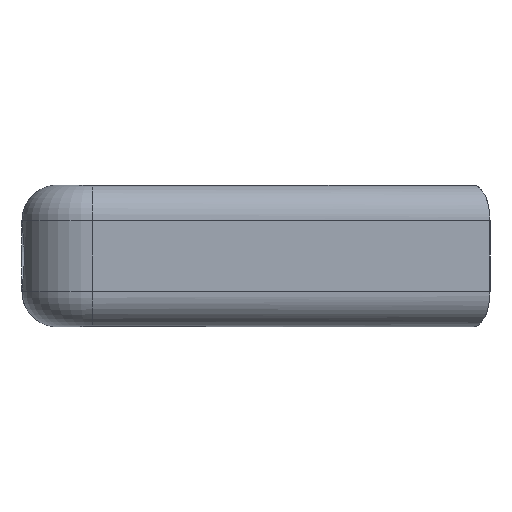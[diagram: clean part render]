
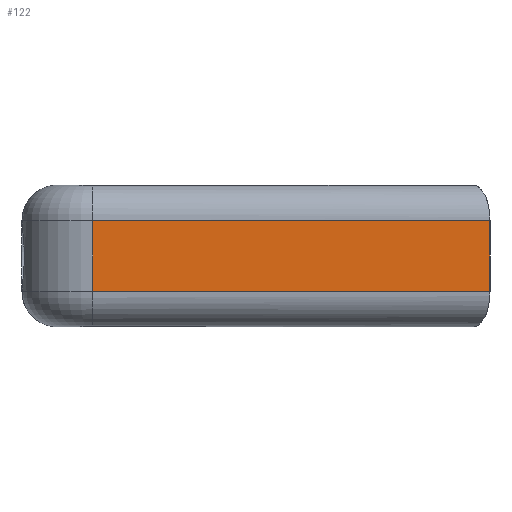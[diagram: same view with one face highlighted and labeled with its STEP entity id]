
A CAD part, left-side view. The second image highlights one B-rep face of the part: STEP entity #122.
In plain terms, the highlighted planar face has unit normal (-1, 0, 0).
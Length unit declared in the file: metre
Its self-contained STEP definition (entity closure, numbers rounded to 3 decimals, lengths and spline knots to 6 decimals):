
#122 = ADVANCED_FACE( '', ( #254 ), #255, .T. );
#254 = FACE_OUTER_BOUND( '', #389, .T. );
#255 = PLANE( '', #390 );
#389 = EDGE_LOOP( '', ( #680, #681, #682, #683 ) );
#390 = AXIS2_PLACEMENT_3D( '', #684, #685, #686 );
#680 = ORIENTED_EDGE( '', *, *, #799, .T. );
#681 = ORIENTED_EDGE( '', *, *, #807, .T. );
#682 = ORIENTED_EDGE( '', *, *, #783, .F. );
#683 = ORIENTED_EDGE( '', *, *, #843, .T. );
#684 = CARTESIAN_POINT( '', ( -0.0445, 0.007645, 0.01 ) );
#685 = DIRECTION( '', ( -1., 0., 0. ) );
#686 = DIRECTION( '', ( 0., 0., 1. ) );
#783 = EDGE_CURVE( '', #924, #925, #926, .T. );
#799 = EDGE_CURVE( '', #954, #918, #955, .T. );
#807 = EDGE_CURVE( '', #918, #925, #966, .F. );
#843 = EDGE_CURVE( '', #924, #954, #1019, .T. );
#918 = VERTEX_POINT( '', #1116 );
#924 = VERTEX_POINT( '', #1125 );
#925 = VERTEX_POINT( '', #1126 );
#926 = LINE( '', #1127, #1128 );
#954 = VERTEX_POINT( '', #1291 );
#955 = LINE( '', #1292, #1293 );
#966 = LINE( '', #1308, #1309 );
#1019 = LINE( '', #1430, #1431 );
#1116 = CARTESIAN_POINT( '', ( -0.0445, 0.013632, 0.0025 ) );
#1125 = CARTESIAN_POINT( '', ( -0.0445, -0.014368, 0.0075 ) );
#1126 = CARTESIAN_POINT( '', ( -0.0445, -0.014368, 0.0025 ) );
#1127 = CARTESIAN_POINT( '', ( -0.0445, -0.014368, 0.01 ) );
#1128 = VECTOR( '', #1686, 1. );
#1291 = CARTESIAN_POINT( '', ( -0.0445, 0.013632, 0.0075 ) );
#1292 = CARTESIAN_POINT( '', ( -0.0445, 0.013632, 0.01 ) );
#1293 = VECTOR( '', #1706, 1. );
#1308 = CARTESIAN_POINT( '', ( -0.0445, -0.014368, 0.0025 ) );
#1309 = VECTOR( '', #1714, 1. );
#1430 = CARTESIAN_POINT( '', ( -0.0445, 0.007645, 0.0075 ) );
#1431 = VECTOR( '', #1764, 1. );
#1686 = DIRECTION( '', ( 0., 0., -1. ) );
#1706 = DIRECTION( '', ( 0., 0., -1. ) );
#1714 = DIRECTION( '', ( 0., 1., 0. ) );
#1764 = DIRECTION( '', ( 0., 1., 0. ) );
